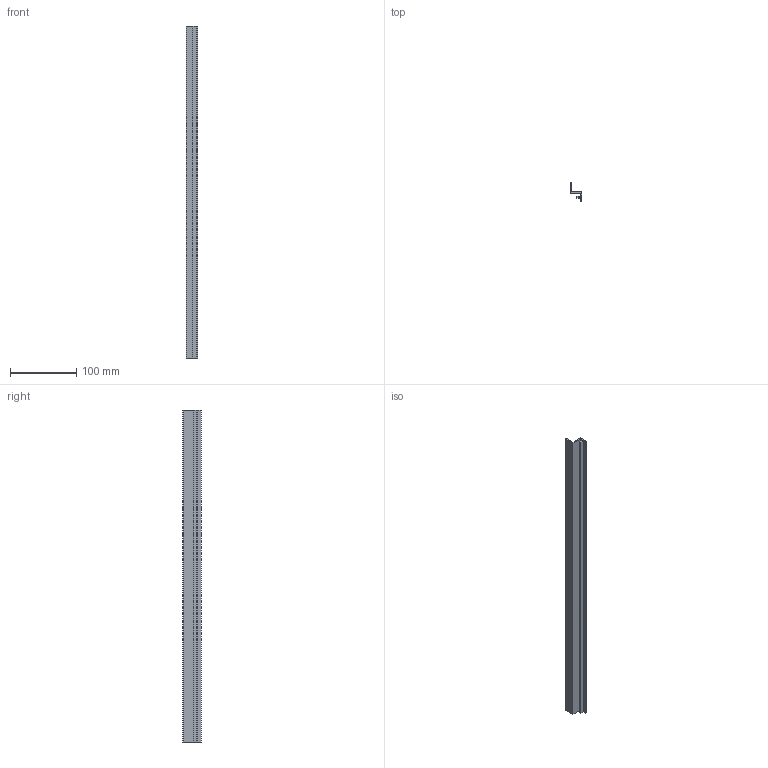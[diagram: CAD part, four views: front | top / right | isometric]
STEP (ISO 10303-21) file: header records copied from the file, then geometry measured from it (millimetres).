
FILE_DESCRIPTION (( 'STEP AP214' ), '1' );
FILE_NAME ('7228050', '2019-02-04T09:42:40', ( '' ), ('JUGARD+KÜNSTNER GmbH'), 'SwSTEP 2.0', 'SolidWorks 2017', '' );
FILE_SCHEMA (( 'AUTOMOTIVE_DESIGN' ));
Length unit declared in the file: millimetre
Products named in the file (1): 7228050_CNAJF00
Bounding box: 18 x 27.5 x 500 mm (x, y, z)
Volume: 47881.3 mm3; surface area: 51219.8 mm2
Topology: 1 solids, 1 shells, 17 faces, 45 edges, 30 vertices
Faces by surface type: plane 16, cylinder 1
Entity records: 555 total; most frequent: CARTESIAN_POINT 93, ORIENTED_EDGE 90, DIRECTION 83, EDGE_CURVE 45, LINE 43, VECTOR 43, VERTEX_POINT 30, AXIS2_PLACEMENT_3D 20
